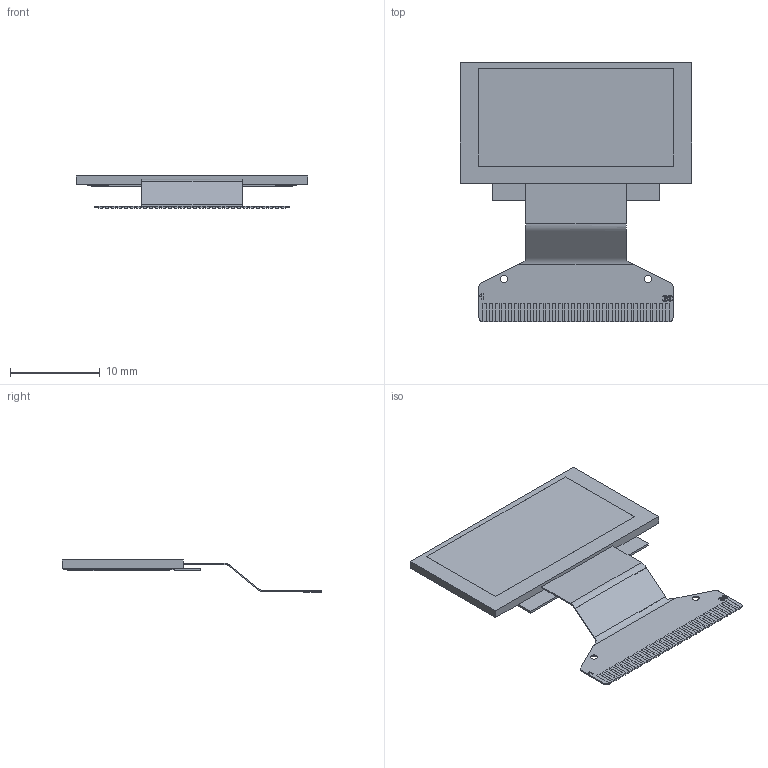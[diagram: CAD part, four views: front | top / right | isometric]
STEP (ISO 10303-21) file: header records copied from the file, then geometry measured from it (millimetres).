
FILE_DESCRIPTION(/* description */ (''),/* implementation_level */ '2;1');
FILE_NAME(/* name */ '0.96 OLED - Lifted v1.step',/* time_stamp */ '2021-10-03T15:50:29+08:00',/* author */ (''),/* organization */ (''),/* preprocessor_version */ 'ST-DEVELOPER v18.1',/* originating_system */ 'Autodesk Translation Framework v10.10.0.1391',/* authorisation */ '');
FILE_SCHEMA (('AUTOMOTIVE_DESIGN { 1 0 10303 214 3 1 1 }'));
Length unit declared in the file: millimetre
Products named in the file (1): 0.96 OLED - Flat
Bounding box: 25.7 x 28.84 x 3.57 mm (x, y, z)
Volume: 437.3 mm3; surface area: 1370.3 mm2
Topology: 1 solids, 21 shells, 484 faces, 1301 edges, 866 vertices
Faces by surface type: plane 427, bspline 46, cylinder 11
Full cylindrical faces by diameter (mm): 0.8 x2
Entity records: 16316 total; most frequent: CARTESIAN_POINT 4338, ORIENTED_EDGE 2602, DIRECTION 2115, EDGE_CURVE 1301, LINE 1181, VECTOR 1181, VERTEX_POINT 866, EDGE_LOOP 507
